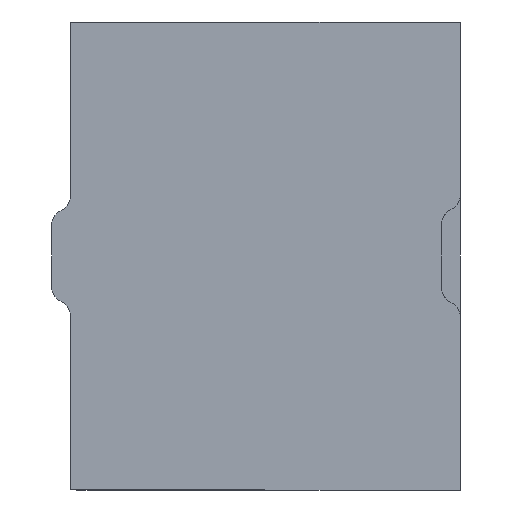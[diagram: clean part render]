
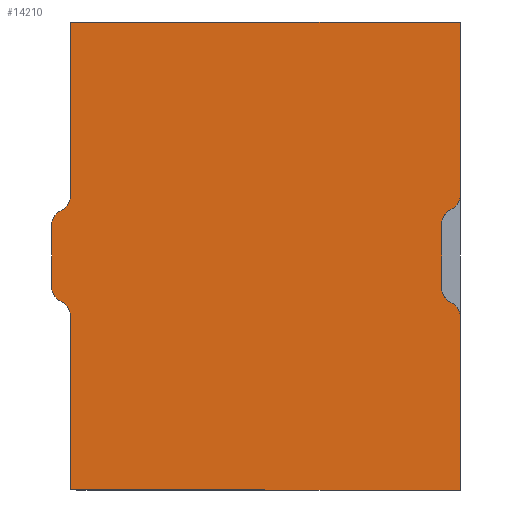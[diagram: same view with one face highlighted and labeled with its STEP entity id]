
A CAD part, left-side view. The second image highlights one B-rep face of the part: STEP entity #14210.
In plain terms, the highlighted planar face has unit normal (-1, 0, 0).
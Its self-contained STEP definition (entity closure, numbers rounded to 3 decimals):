
#60 = CIRCLE ( 'NONE', #8765, 15. ) ;
#151 = PLANE ( 'NONE',  #14847 ) ;
#152 = ORIENTED_EDGE ( 'NONE', *, *, #3722, .F. ) ;
#324 = VERTEX_POINT ( 'NONE', #5798 ) ;
#451 = CARTESIAN_POINT ( 'NONE',  ( 0., -178.5, 31. ) ) ;
#492 = CIRCLE ( 'NONE', #14775, 15. ) ;
#594 = CIRCLE ( 'NONE', #832, 15. ) ;
#595 = EDGE_CURVE ( 'NONE', #1138, #13418, #12171, .T. ) ;
#679 = EDGE_CURVE ( 'NONE', #1307, #5405, #2129, .T. ) ;
#755 = EDGE_CURVE ( 'NONE', #2994, #10024, #1166, .T. ) ;
#828 = VERTEX_POINT ( 'NONE', #1345 ) ;
#832 = AXIS2_PLACEMENT_3D ( 'NONE', #7537, #7462, #6406 ) ;
#928 = CIRCLE ( 'NONE', #14252, 15. ) ;
#1048 = ORIENTED_EDGE ( 'NONE', *, *, #8153, .F. ) ;
#1138 = VERTEX_POINT ( 'NONE', #13511 ) ;
#1166 = CIRCLE ( 'NONE', #9127, 15. ) ;
#1267 = LINE ( 'NONE', #3463, #1790 ) ;
#1307 = VERTEX_POINT ( 'NONE', #3265 ) ;
#1311 = EDGE_CURVE ( 'NONE', #5405, #1138, #928, .T. ) ;
#1345 = CARTESIAN_POINT ( 'NONE',  ( 0., 178.5, -225. ) ) ;
#1770 = CARTESIAN_POINT ( 'NONE',  ( 0., 193.5, 57.495 ) ) ;
#1790 = VECTOR ( 'NONE', #6792, 1000. ) ;
#1809 = CARTESIAN_POINT ( 'NONE',  ( 0., 178.5, 225. ) ) ;
#1824 = CIRCLE ( 'NONE', #11501, 15. ) ;
#1870 = ORIENTED_EDGE ( 'NONE', *, *, #11215, .F. ) ;
#2032 = LINE ( 'NONE', #11196, #8949 ) ;
#2129 = CIRCLE ( 'NONE', #3330, 15. ) ;
#2247 = DIRECTION ( 'NONE',  ( 0., -1., 0. ) ) ;
#2381 = ORIENTED_EDGE ( 'NONE', *, *, #5206, .T. ) ;
#2400 = DIRECTION ( 'NONE',  ( 0., 1., 0. ) ) ;
#2576 = VERTEX_POINT ( 'NONE', #3283 ) ;
#2783 = VERTEX_POINT ( 'NONE', #1809 ) ;
#2879 = CARTESIAN_POINT ( 'NONE',  ( 0., 193.5, -57.495 ) ) ;
#2961 = DIRECTION ( 'NONE',  ( 0., 0., -1. ) ) ;
#2994 = VERTEX_POINT ( 'NONE', #11881 ) ;
#3086 = EDGE_CURVE ( 'NONE', #13177, #828, #13084, .T. ) ;
#3265 = CARTESIAN_POINT ( 'NONE',  ( 0., -196.5, -58.495 ) ) ;
#3283 = CARTESIAN_POINT ( 'NONE',  ( 0., -187.5, 44.748 ) ) ;
#3330 = AXIS2_PLACEMENT_3D ( 'NONE', #14532, #4132, #6629 ) ;
#3382 = LINE ( 'NONE', #12554, #3896 ) ;
#3463 = CARTESIAN_POINT ( 'NONE',  ( 0., 196.5, 225. ) ) ;
#3705 = ORIENTED_EDGE ( 'NONE', *, *, #5118, .T. ) ;
#3722 = EDGE_CURVE ( 'NONE', #1307, #13177, #7580, .T. ) ;
#3821 = CARTESIAN_POINT ( 'NONE',  ( 0., 178.5, -57.495 ) ) ;
#3896 = VECTOR ( 'NONE', #2247, 1000. ) ;
#4100 = ORIENTED_EDGE ( 'NONE', *, *, #3086, .F. ) ;
#4132 = DIRECTION ( 'NONE',  ( -1., 0., 0. ) ) ;
#4293 = DIRECTION ( 'NONE',  ( -1., 0., 0. ) ) ;
#4484 = ORIENTED_EDGE ( 'NONE', *, *, #679, .T. ) ;
#4791 = ORIENTED_EDGE ( 'NONE', *, *, #755, .T. ) ;
#4829 = EDGE_CURVE ( 'NONE', #2576, #324, #1824, .T. ) ;
#4846 = DIRECTION ( 'NONE',  ( 0., 0., 1. ) ) ;
#4881 = LINE ( 'NONE', #9496, #8494 ) ;
#4918 = DIRECTION ( 'NONE',  ( -1., 0., 0. ) ) ;
#5039 = LINE ( 'NONE', #10865, #10632 ) ;
#5118 = EDGE_CURVE ( 'NONE', #13418, #2576, #8350, .T. ) ;
#5206 = EDGE_CURVE ( 'NONE', #8101, #9147, #594, .T. ) ;
#5405 = VERTEX_POINT ( 'NONE', #11773 ) ;
#5793 = ORIENTED_EDGE ( 'NONE', *, *, #1311, .T. ) ;
#5798 = CARTESIAN_POINT ( 'NONE',  ( 0., -196.5, 58.495 ) ) ;
#6024 = CARTESIAN_POINT ( 'NONE',  ( 0., 196.5, 30. ) ) ;
#6406 = DIRECTION ( 'NONE',  ( 0., 0., 1. ) ) ;
#6524 = ORIENTED_EDGE ( 'NONE', *, *, #4829, .T. ) ;
#6566 = ORIENTED_EDGE ( 'NONE', *, *, #12978, .T. ) ;
#6629 = DIRECTION ( 'NONE',  ( 0., 0., 1. ) ) ;
#6744 = VERTEX_POINT ( 'NONE', #8793 ) ;
#6792 = DIRECTION ( 'NONE',  ( 0., 0., 1. ) ) ;
#7462 = DIRECTION ( 'NONE',  ( -1., 0., 0. ) ) ;
#7537 = CARTESIAN_POINT ( 'NONE',  ( 0., 181.5, 30. ) ) ;
#7580 = LINE ( 'NONE', #11213, #12762 ) ;
#8101 = VERTEX_POINT ( 'NONE', #14838 ) ;
#8153 = EDGE_CURVE ( 'NONE', #2783, #6744, #3382, .T. ) ;
#8207 = DIRECTION ( 'NONE',  ( 0., 0., 1. ) ) ;
#8350 = CIRCLE ( 'NONE', #10774, 15. ) ;
#8431 = DIRECTION ( 'NONE',  ( -1., 0., 0. ) ) ;
#8433 = DIRECTION ( 'NONE',  ( 1., 0., 0. ) ) ;
#8444 = CARTESIAN_POINT ( 'NONE',  ( 0., -193.5, 31. ) ) ;
#8494 = VECTOR ( 'NONE', #14139, 1000. ) ;
#8765 = AXIS2_PLACEMENT_3D ( 'NONE', #14061, #8431, #8207 ) ;
#8793 = CARTESIAN_POINT ( 'NONE',  ( 0., -196.5, 225. ) ) ;
#8905 = CARTESIAN_POINT ( 'NONE',  ( 0., -181.5, 58.495 ) ) ;
#8917 = ORIENTED_EDGE ( 'NONE', *, *, #10179, .F. ) ;
#8949 = VECTOR ( 'NONE', #12345, 1000. ) ;
#9127 = AXIS2_PLACEMENT_3D ( 'NONE', #2879, #14494, #9767 ) ;
#9147 = VERTEX_POINT ( 'NONE', #6024 ) ;
#9162 = EDGE_CURVE ( 'NONE', #2783, #10161, #4881, .T. ) ;
#9277 = EDGE_CURVE ( 'NONE', #10161, #8101, #492, .T. ) ;
#9289 = CARTESIAN_POINT ( 'NONE',  ( 0., -196.5, -225. ) ) ;
#9383 = CARTESIAN_POINT ( 'NONE',  ( 0., 196.5, -30. ) ) ;
#9496 = CARTESIAN_POINT ( 'NONE',  ( 0., 178.5, 45. ) ) ;
#9533 = CARTESIAN_POINT ( 'NONE',  ( 0., 0., 0. ) ) ;
#9613 = VECTOR ( 'NONE', #2400, 1000. ) ;
#9724 = ORIENTED_EDGE ( 'NONE', *, *, #12162, .F. ) ;
#9767 = DIRECTION ( 'NONE',  ( 0., 0., 1. ) ) ;
#9871 = ORIENTED_EDGE ( 'NONE', *, *, #9277, .T. ) ;
#10024 = VERTEX_POINT ( 'NONE', #3821 ) ;
#10094 = CARTESIAN_POINT ( 'NONE',  ( 0., -178.5, 0. ) ) ;
#10161 = VERTEX_POINT ( 'NONE', #10790 ) ;
#10179 = EDGE_CURVE ( 'NONE', #828, #10024, #5039, .T. ) ;
#10298 = DIRECTION ( 'NONE',  ( 0., 0., 1. ) ) ;
#10421 = EDGE_LOOP ( 'NONE', ( #152, #4484, #5793, #12890, #3705, #6524, #1870, #1048, #12017, #9871, #2381, #9724, #6566, #4791, #8917, #4100 ) ) ;
#10449 = CARTESIAN_POINT ( 'NONE',  ( 0., -193.5, -31. ) ) ;
#10520 = FACE_OUTER_BOUND ( 'NONE', #10421, .T. ) ;
#10632 = VECTOR ( 'NONE', #14226, 1000. ) ;
#10670 = CARTESIAN_POINT ( 'NONE',  ( 0., -196.5, -225. ) ) ;
#10774 = AXIS2_PLACEMENT_3D ( 'NONE', #8444, #12170, #11949 ) ;
#10790 = CARTESIAN_POINT ( 'NONE',  ( 0., 178.5, 57.495 ) ) ;
#10865 = CARTESIAN_POINT ( 'NONE',  ( 0., 178.5, -45. ) ) ;
#11196 = CARTESIAN_POINT ( 'NONE',  ( 0., -196.5, 225. ) ) ;
#11213 = CARTESIAN_POINT ( 'NONE',  ( 0., -196.5, 225. ) ) ;
#11215 = EDGE_CURVE ( 'NONE', #6744, #324, #2032, .T. ) ;
#11315 = DIRECTION ( 'NONE',  ( 0., 0., 1. ) ) ;
#11501 = AXIS2_PLACEMENT_3D ( 'NONE', #8905, #4293, #14906 ) ;
#11773 = CARTESIAN_POINT ( 'NONE',  ( 0., -187.5, -44.748 ) ) ;
#11881 = CARTESIAN_POINT ( 'NONE',  ( 0., 187.5, -43.748 ) ) ;
#11949 = DIRECTION ( 'NONE',  ( 0., 0., 1. ) ) ;
#12017 = ORIENTED_EDGE ( 'NONE', *, *, #9162, .T. ) ;
#12162 = EDGE_CURVE ( 'NONE', #13176, #9147, #1267, .T. ) ;
#12170 = DIRECTION ( 'NONE',  ( 1., 0., 0. ) ) ;
#12171 = LINE ( 'NONE', #10094, #14824 ) ;
#12345 = DIRECTION ( 'NONE',  ( 0., 0., -1. ) ) ;
#12554 = CARTESIAN_POINT ( 'NONE',  ( 0., -196.5, 225. ) ) ;
#12762 = VECTOR ( 'NONE', #2961, 1000. ) ;
#12890 = ORIENTED_EDGE ( 'NONE', *, *, #595, .T. ) ;
#12978 = EDGE_CURVE ( 'NONE', #13176, #2994, #60, .T. ) ;
#13084 = LINE ( 'NONE', #9289, #9613 ) ;
#13176 = VERTEX_POINT ( 'NONE', #9383 ) ;
#13177 = VERTEX_POINT ( 'NONE', #10670 ) ;
#13418 = VERTEX_POINT ( 'NONE', #451 ) ;
#13511 = CARTESIAN_POINT ( 'NONE',  ( 0., -178.5, -31. ) ) ;
#13885 = DIRECTION ( 'NONE',  ( 1., 0., 0. ) ) ;
#14061 = CARTESIAN_POINT ( 'NONE',  ( 0., 181.5, -30. ) ) ;
#14139 = DIRECTION ( 'NONE',  ( 0., 0., -1. ) ) ;
#14210 = ADVANCED_FACE ( 'NONE', ( #10520 ), #151, .T. ) ;
#14226 = DIRECTION ( 'NONE',  ( 0., 0., 1. ) ) ;
#14252 = AXIS2_PLACEMENT_3D ( 'NONE', #10449, #13885, #10298 ) ;
#14294 = DIRECTION ( 'NONE',  ( 0., 0., 1. ) ) ;
#14494 = DIRECTION ( 'NONE',  ( 1., 0., 0. ) ) ;
#14532 = CARTESIAN_POINT ( 'NONE',  ( 0., -181.5, -58.495 ) ) ;
#14775 = AXIS2_PLACEMENT_3D ( 'NONE', #1770, #8433, #14294 ) ;
#14824 = VECTOR ( 'NONE', #11315, 1000. ) ;
#14838 = CARTESIAN_POINT ( 'NONE',  ( 0., 187.5, 43.748 ) ) ;
#14847 = AXIS2_PLACEMENT_3D ( 'NONE', #9533, #4918, #4846 ) ;
#14906 = DIRECTION ( 'NONE',  ( 0., 0., 1. ) ) ;
